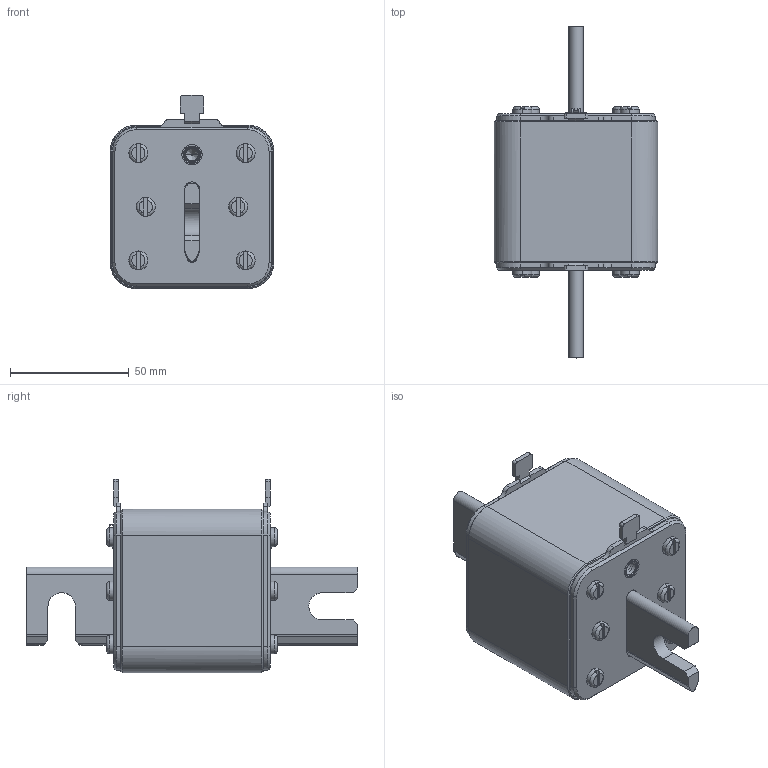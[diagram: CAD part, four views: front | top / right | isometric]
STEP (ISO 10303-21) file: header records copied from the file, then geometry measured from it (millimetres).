
FILE_DESCRIPTION((''),'2;1');
FILE_NAME('NHS3_110_UQ.stp','2025-07-28T12:23:51',('User'),( 'SDRC'),'I-DEAS Master Series 9','UNIX','Yes');
FILE_SCHEMA(('CONFIG_CONTROL_DESIGN', 'GEOMETRIC_VALIDATION_PROPERTIES_MIM','SHAPE_APPEARANCE_LAYER_MIM'));
Length unit declared in the file: millimetre
Assembly tree (26 placements, depth 0):
Bounding box: 69 x 140 x 81.5 mm (x, y, z)
Volume: 40586.8 mm3; surface area: 85359.4 mm2
Topology: 19 solids, 36 shells, 775 faces, 1935 edges, 1219 vertices
Faces by surface type: bspline 775
Entity records: 19840 total; most frequent: CARTESIAN_POINT 11069, ORIENTED_EDGE 2150, EDGE_CURVE 1101, VERTEX_POINT 715, QUASI_UNIFORM_CURVE 547, EDGE_LOOP 492, FACE_OUTER_BOUND 424, ADVANCED_FACE 424
